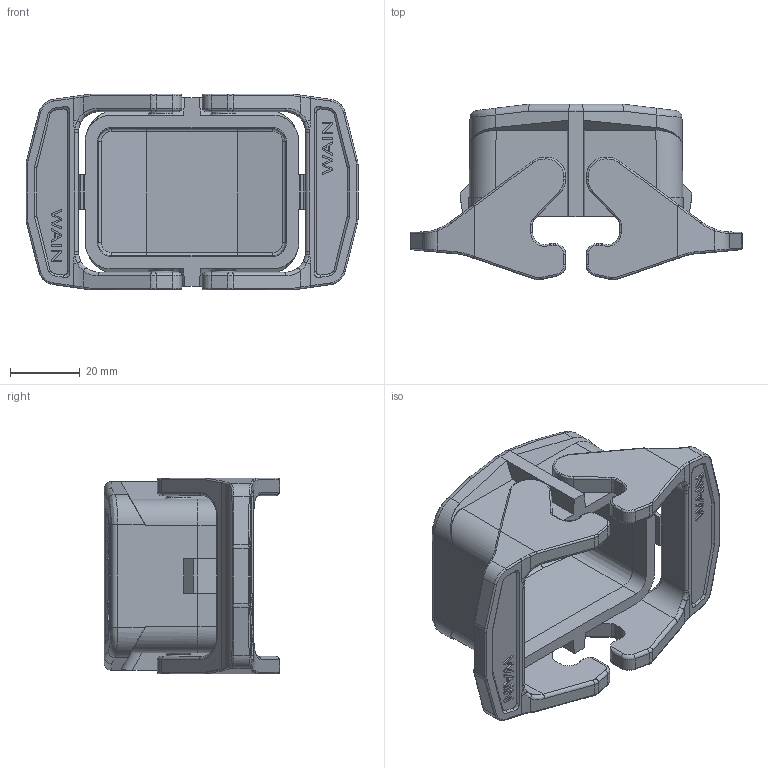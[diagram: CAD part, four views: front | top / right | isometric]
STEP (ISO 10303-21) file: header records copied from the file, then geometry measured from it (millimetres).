
FILE_DESCRIPTION((''),'2;1');
FILE_NAME('3D_1170060478001_H6B_P-CV-2L_1_','2024-02-01T',('13001'),(''),'PRO/ENGINEER BY PARAMETRIC TECHNOLOGY CORPORATION, 2012480','PRO/ENGINEER BY PARAMETRIC TECHNOLOGY CORPORATION, 2012480','');
FILE_SCHEMA(('CONFIG_CONTROL_DESIGN'));
Length unit declared in the file: millimetre
Products named in the file (1): 3D_1170060478001_H6B_P-CV-2L_1_
Bounding box: 95 x 50.21 x 56 mm (x, y, z)
Volume: 54492.9 mm3; surface area: 29263.1 mm2
Topology: 1 solids, 1 shells, 686 faces, 1743 edges, 1090 vertices
Faces by surface type: plane 301, cylinder 201, bspline 72, torus 56, extrusion 44, cone 12
Entity records: 23600 total; most frequent: CARTESIAN_POINT 7680, ORIENTED_EDGE 3486, DIRECTION 2965, EDGE_CURVE 1743, VECTOR 1093, VERTEX_POINT 1090, LINE 1049, AXIS2_PLACEMENT_3D 936
